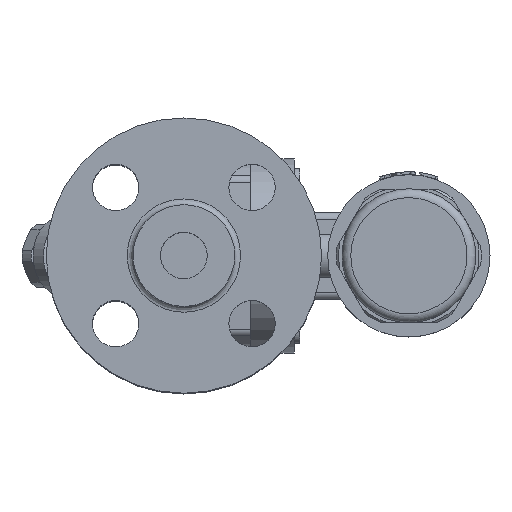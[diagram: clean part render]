
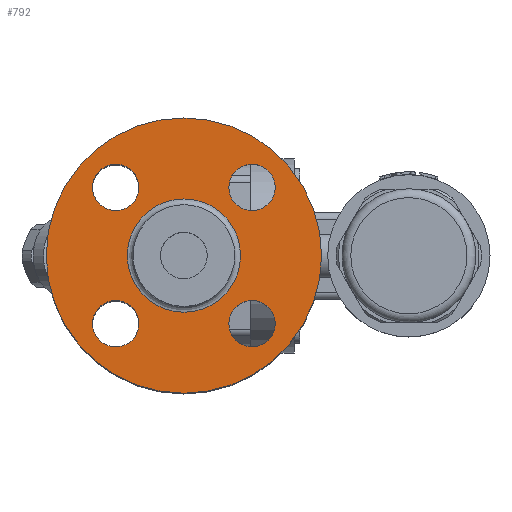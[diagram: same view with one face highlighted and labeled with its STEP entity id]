
A CAD part, top view. The second image highlights one B-rep face of the part: STEP entity #792.
In plain terms, the highlighted planar face has unit normal (0, 0, 1).
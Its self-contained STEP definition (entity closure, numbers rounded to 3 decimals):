
#706=CARTESIAN_POINT('',(19.55,0.0,85.6));
#707=VERTEX_POINT('',#706);
#708=CARTESIAN_POINT('',(0.,0.0,85.6));
#709=DIRECTION('',(0.0,0.0,1.0));
#710=DIRECTION('',(-1.0,0.0,0.0));
#711=AXIS2_PLACEMENT_3D('',#708,#709,#710);
#712=CIRCLE('',#711,19.55);
#713=EDGE_CURVE('',#707,#707,#712,.T.);
#729=CARTESIAN_POINT('',(32.525,0.0,85.6));
#730=DIRECTION('',(0.0,0.0,1.0));
#731=DIRECTION('',(1.0,0.0,0.0));
#732=AXIS2_PLACEMENT_3D('',#729,#730,#731);
#733=PLANE('',#732);
#734=CARTESIAN_POINT('',(47.5,0.0,85.6));
#735=VERTEX_POINT('',#734);
#736=CARTESIAN_POINT('',(0.,0.0,85.6));
#737=DIRECTION('',(0.0,0.0,1.0));
#738=DIRECTION('',(1.0,0.0,0.0));
#739=AXIS2_PLACEMENT_3D('',#736,#737,#738);
#740=CIRCLE('',#739,47.5);
#741=EDGE_CURVE('',#735,#735,#740,.T.);
#742=ORIENTED_EDGE('',*,*,#741,.T.);
#743=EDGE_LOOP('',(#742));
#744=FACE_OUTER_BOUND('',#743,.T.);
#745=CARTESIAN_POINT('',(31.511,23.511,85.6));
#746=VERTEX_POINT('',#745);
#747=CARTESIAN_POINT('',(23.511,23.511,85.6));
#748=DIRECTION('',(0.0,0.0,-1.0));
#749=DIRECTION('',(1.0,0.0,0.0));
#750=AXIS2_PLACEMENT_3D('',#747,#748,#749);
#751=CIRCLE('',#750,8.0);
#752=EDGE_CURVE('',#746,#746,#751,.T.);
#753=ORIENTED_EDGE('',*,*,#752,.T.);
#754=EDGE_LOOP('',(#753));
#755=FACE_BOUND('',#754,.T.);
#756=CARTESIAN_POINT('',(-23.511,31.511,85.6));
#757=VERTEX_POINT('',#756);
#758=CARTESIAN_POINT('',(-23.511,23.511,85.6));
#759=DIRECTION('',(0.0,0.0,-1.0));
#760=DIRECTION('',(0.0,1.0,0.0));
#761=AXIS2_PLACEMENT_3D('',#758,#759,#760);
#762=CIRCLE('',#761,8.0);
#763=EDGE_CURVE('',#757,#757,#762,.T.);
#764=ORIENTED_EDGE('',*,*,#763,.T.);
#765=EDGE_LOOP('',(#764));
#766=FACE_BOUND('',#765,.T.);
#767=CARTESIAN_POINT('',(-31.511,-23.511,85.6));
#768=VERTEX_POINT('',#767);
#769=CARTESIAN_POINT('',(-23.511,-23.511,85.6));
#770=DIRECTION('',(0.0,0.0,-1.0));
#771=DIRECTION('',(-1.0,0.0,0.0));
#772=AXIS2_PLACEMENT_3D('',#769,#770,#771);
#773=CIRCLE('',#772,8.0);
#774=EDGE_CURVE('',#768,#768,#773,.T.);
#775=ORIENTED_EDGE('',*,*,#774,.T.);
#776=EDGE_LOOP('',(#775));
#777=FACE_BOUND('',#776,.T.);
#778=CARTESIAN_POINT('',(23.511,-31.511,85.6));
#779=VERTEX_POINT('',#778);
#780=CARTESIAN_POINT('',(23.511,-23.511,85.6));
#781=DIRECTION('',(0.0,0.0,-1.0));
#782=DIRECTION('',(0.0,-1.0,0.0));
#783=AXIS2_PLACEMENT_3D('',#780,#781,#782);
#784=CIRCLE('',#783,8.0);
#785=EDGE_CURVE('',#779,#779,#784,.T.);
#786=ORIENTED_EDGE('',*,*,#785,.T.);
#787=EDGE_LOOP('',(#786));
#788=FACE_BOUND('',#787,.T.);
#789=ORIENTED_EDGE('',*,*,#713,.F.);
#790=EDGE_LOOP('',(#789));
#791=FACE_BOUND('',#790,.T.);
#792=ADVANCED_FACE('',(#744,#755,#766,#777,#788,#791),#733,.T.);
